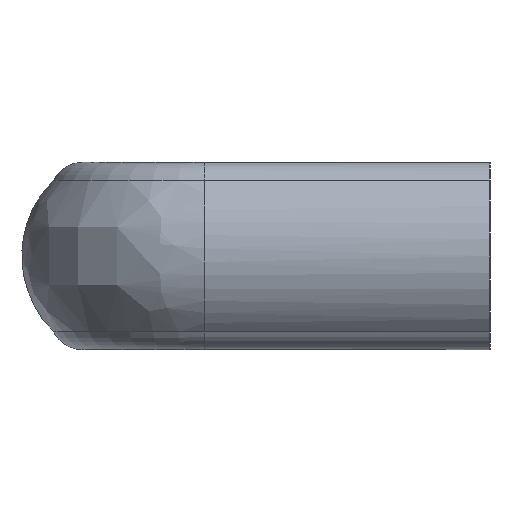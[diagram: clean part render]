
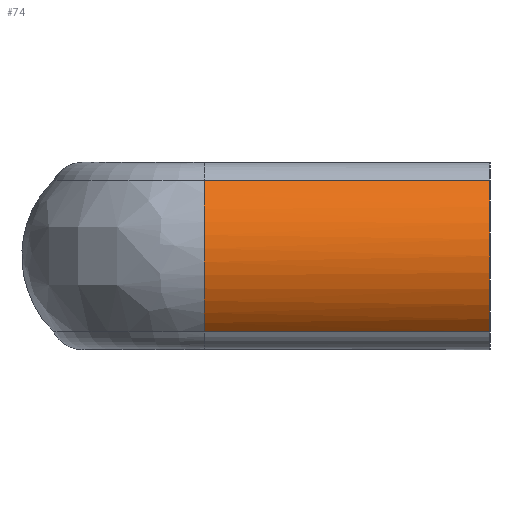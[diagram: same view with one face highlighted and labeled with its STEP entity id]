
A CAD part, left-side view. The second image highlights one B-rep face of the part: STEP entity #74.
In plain terms, the highlighted cylindrical face has radius 11.396 mm (diameter 22.793 mm), a partial arc.
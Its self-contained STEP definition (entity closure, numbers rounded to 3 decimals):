
#74 = ADVANCED_FACE( '', ( #163 ), #164, .T. );
#163 = FACE_OUTER_BOUND( '', #262, .T. );
#164 = CYLINDRICAL_SURFACE( '', #263, 11.396 );
#262 = EDGE_LOOP( '', ( #439, #440, #441, #442 ) );
#263 = AXIS2_PLACEMENT_3D( '', #443, #444, #445 );
#439 = ORIENTED_EDGE( '', *, *, #608, .T. );
#440 = ORIENTED_EDGE( '', *, *, #609, .F. );
#441 = ORIENTED_EDGE( '', *, *, #610, .F. );
#442 = ORIENTED_EDGE( '', *, *, #611, .T. );
#443 = CARTESIAN_POINT( '', ( 11.397, 0., 0. ) );
#444 = DIRECTION( '', ( 0., -1., 0. ) );
#445 = DIRECTION( '', ( 0., 0., 1. ) );
#608 = EDGE_CURVE( '', #680, #710, #711, .T. );
#609 = EDGE_CURVE( '', #712, #710, #713, .T. );
#610 = EDGE_CURVE( '', #714, #712, #715, .T. );
#611 = EDGE_CURVE( '', #714, #680, #716, .T. );
#680 = VERTEX_POINT( '', #818 );
#710 = VERTEX_POINT( '', #897 );
#711 = B_SPLINE_CURVE_WITH_KNOTS( '', 3, ( #898, #899, #900, #901, #902, #903, #904, #905, #906, #907 ), .UNSPECIFIED., .F., .F., ( 4, 2, 2, 2, 4 ), ( 0., 0.25, 0.5, 0.75, 1. ), .UNSPECIFIED. );
#712 = VERTEX_POINT( '', #908 );
#713 = LINE( '', #909, #910 );
#714 = VERTEX_POINT( '', #911 );
#715 = CIRCLE( '', #912, 11.396 );
#716 = LINE( '', #913, #914 );
#818 = CARTESIAN_POINT( '', ( 3.395, 30.5, 8.114 ) );
#897 = CARTESIAN_POINT( '', ( 3.395, 30.5, -8.115 ) );
#898 = CARTESIAN_POINT( '', ( 3.395, 30.5, 8.114 ) );
#899 = CARTESIAN_POINT( '', ( 2.323, 30.5, 7.057 ) );
#900 = CARTESIAN_POINT( '', ( 1.464, 30.5, 5.786 ) );
#901 = CARTESIAN_POINT( '', ( 0.303, 30.5, 3.009 ) );
#902 = CARTESIAN_POINT( '', ( 0.001, 30.5, 1.505 ) );
#903 = CARTESIAN_POINT( '', ( 0.001, 30.5, -1.505 ) );
#904 = CARTESIAN_POINT( '', ( 0.303, 30.5, -3.009 ) );
#905 = CARTESIAN_POINT( '', ( 1.464, 30.5, -5.786 ) );
#906 = CARTESIAN_POINT( '', ( 2.323, 30.5, -7.057 ) );
#907 = CARTESIAN_POINT( '', ( 3.395, 30.5, -8.114 ) );
#908 = CARTESIAN_POINT( '', ( 3.395, 0., -8.114 ) );
#909 = CARTESIAN_POINT( '', ( 3.395, 0., -8.114 ) );
#910 = VECTOR( '', #1063, 1000. );
#911 = CARTESIAN_POINT( '', ( 3.395, 0., 8.114 ) );
#912 = AXIS2_PLACEMENT_3D( '', #1064, #1065, #1066 );
#913 = CARTESIAN_POINT( '', ( 3.395, 0., 8.114 ) );
#914 = VECTOR( '', #1067, 1000. );
#1063 = DIRECTION( '', ( 0., 1., 0. ) );
#1064 = CARTESIAN_POINT( '', ( 11.397, 0., 0. ) );
#1065 = DIRECTION( '', ( 0., -1., 0. ) );
#1066 = DIRECTION( '', ( 0., 0., 1. ) );
#1067 = DIRECTION( '', ( 0., 1., 0. ) );
